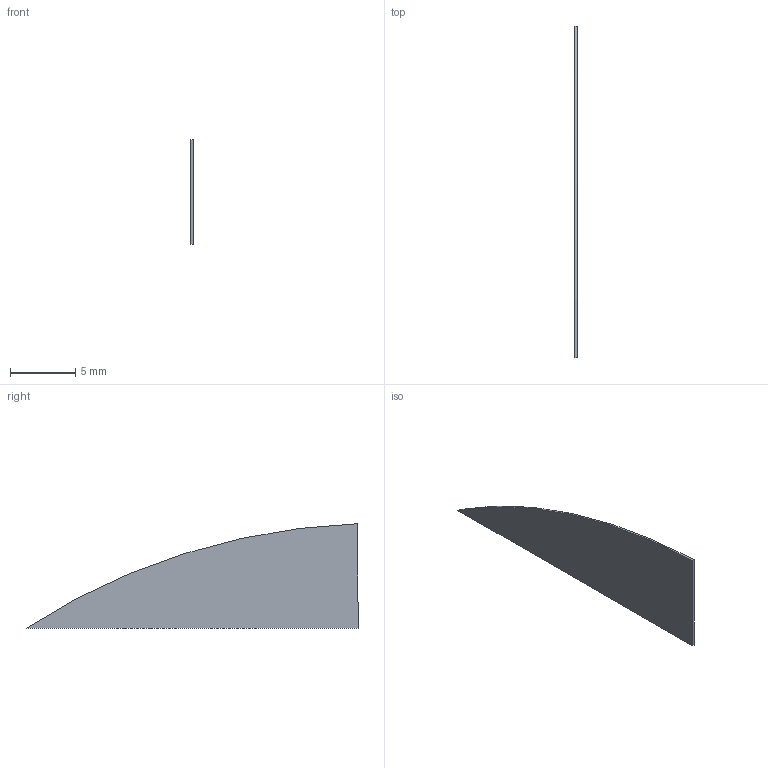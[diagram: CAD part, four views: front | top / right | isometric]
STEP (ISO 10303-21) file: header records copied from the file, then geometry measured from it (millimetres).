
FILE_DESCRIPTION(/* description */ (''),/* implementation_level */ '2;1');
FILE_NAME(/* name */ 'SolarCellRegion.stp',/* time_stamp */ '2017-08-06T16:11:13-04:00',/* author */ (''),/* organization */ (''),/* preprocessor_version */ 'ST-DEVELOPER v16',/* originating_system */ 'SIEMENS PLM Software NX 10.0',/* authorisation */ '');
FILE_SCHEMA (('AUTOMOTIVE_DESIGN { 1 0 10303 214 3 1 1 1 }'));
Length unit declared in the file: millimetre
Products named in the file (1): SolarCellRegion
Bounding box: 0.16 x 25.4 x 8 mm (x, y, z)
Volume: 21.8 mm3; surface area: 277.4 mm2
Topology: 1 solids, 1 shells, 5 faces, 9 edges, 6 vertices
Faces by surface type: plane 4, cylinder 1
Entity records: 149 total; most frequent: DIRECTION 23, CARTESIAN_POINT 21, ORIENTED_EDGE 18, EDGE_CURVE 9, AXIS2_PLACEMENT_3D 8, LINE 7, VECTOR 7, VERTEX_POINT 6
